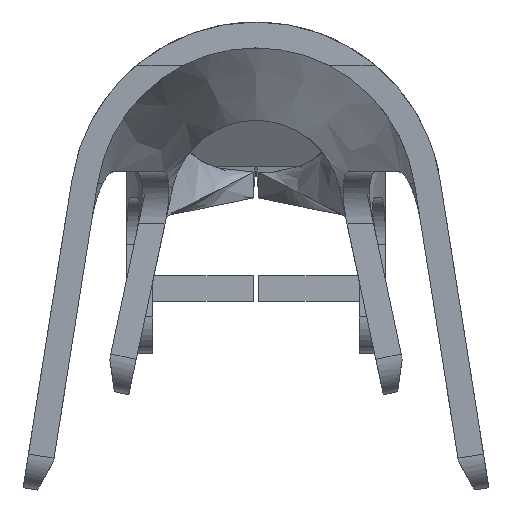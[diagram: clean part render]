
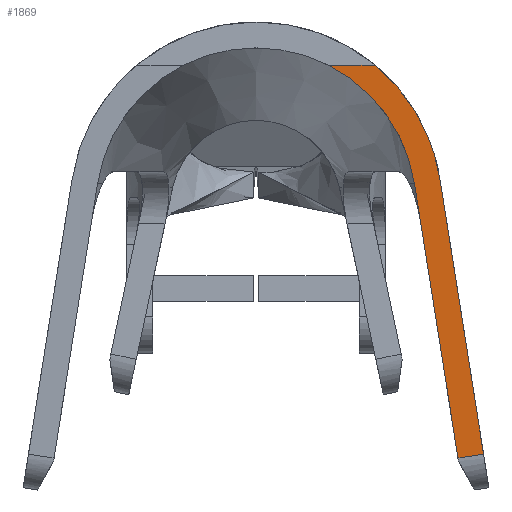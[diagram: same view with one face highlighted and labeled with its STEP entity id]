
A CAD part, front view. The second image highlights one B-rep face of the part: STEP entity #1869.
In plain terms, the highlighted planar face has unit normal (0, -0.998, -0.06).
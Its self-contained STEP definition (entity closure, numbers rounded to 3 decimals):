
#104 = DIRECTION ( 'NONE',  ( 1., 0., 0. ) ) ;
#425 = DIRECTION ( 'NONE',  ( 0., -0.061, 0.998 ) ) ;
#435 = EDGE_CURVE ( 'NONE', #5357, #2427, #795, .T. ) ;
#456 = EDGE_CURVE ( 'NONE', #2218, #4548, #514, .T. ) ;
#478 = CARTESIAN_POINT ( 'NONE',  ( 1.152, -15.15, 0.683 ) ) ;
#496 = CARTESIAN_POINT ( 'NONE',  ( 1.778, -15.083, -0.418 ) ) ;
#514 = LINE ( 'NONE', #1596, #1870 ) ;
#727 = EDGE_CURVE ( 'NONE', #2427, #3205, #3232, .T. ) ;
#795 =( BOUNDED_CURVE ( )  B_SPLINE_CURVE ( 3, ( #478, #4841, #7035, #2133 ),
 .UNSPECIFIED., .F., .T. ) 
 B_SPLINE_CURVE_WITH_KNOTS ( ( 4, 4 ),
 ( 0.695, 1.414 ),
 .UNSPECIFIED. ) 
 CURVE ( )  GEOMETRIC_REPRESENTATION_ITEM ( )  RATIONAL_B_SPLINE_CURVE ( ( 1., 0.957, 0.957, 1. ) ) 
 REPRESENTATION_ITEM ( '' )  );
#812 = ORIENTED_EDGE ( 'NONE', *, *, #5180, .F. ) ;
#963 = CARTESIAN_POINT ( 'NONE',  ( 1.952, -14.92, -3.114 ) ) ;
#1267 = DIRECTION ( 'NONE',  ( -0.988, 0.009, -0.156 ) ) ;
#1293 = LINE ( 'NONE', #2871, #3018 ) ;
#1548 = PLANE ( 'NONE',  #3660 ) ;
#1596 = CARTESIAN_POINT ( 'NONE',  ( 1.952, -14.92, -3.114 ) ) ;
#1869 = ADVANCED_FACE ( 'NONE', ( #7018 ), #1548, .F. ) ;
#1870 = VECTOR ( 'NONE', #3785, 1000. ) ;
#2133 = CARTESIAN_POINT ( 'NONE',  ( 1.778, -15.083, -0.418 ) ) ;
#2218 = VERTEX_POINT ( 'NONE', #963 ) ;
#2222 = EDGE_LOOP ( 'NONE', ( #5540, #812, #6260, #2447, #5417, #4878 ) ) ;
#2427 = VERTEX_POINT ( 'NONE', #4776 ) ;
#2447 = ORIENTED_EDGE ( 'NONE', *, *, #435, .F. ) ;
#2692 = DIRECTION ( 'NONE',  ( 0.156, 0.06, -0.986 ) ) ;
#2846 = CARTESIAN_POINT ( 'NONE',  ( 2.199, -14.922, -3.075 ) ) ;
#2871 = CARTESIAN_POINT ( 'NONE',  ( -5.26, -15.15, 0.683 ) ) ;
#3018 = VECTOR ( 'NONE', #104, 1000. ) ;
#3078 = CARTESIAN_POINT ( 'NONE',  ( 1.152, -15.15, 0.683 ) ) ;
#3165 = CARTESIAN_POINT ( 'NONE',  ( -5.26, -14.9, -3.439 ) ) ;
#3205 = VERTEX_POINT ( 'NONE', #6414 ) ;
#3232 = LINE ( 'NONE', #496, #6146 ) ;
#3660 = AXIS2_PLACEMENT_3D ( 'NONE', #3165, #5331, #425 ) ;
#3761 = CARTESIAN_POINT ( 'NONE',  ( 1.451, -15.111, 0.044 ) ) ;
#3785 = DIRECTION ( 'NONE',  ( -0.156, -0.06, 0.986 ) ) ;
#3956 = EDGE_CURVE ( 'NONE', #4548, #5739, #4915, .T. ) ;
#4218 = CARTESIAN_POINT ( 'NONE',  ( 1.531, -15.081, -0.457 ) ) ;
#4292 = CARTESIAN_POINT ( 'NONE',  ( 1.153, -15.136, 0.454 ) ) ;
#4548 = VERTEX_POINT ( 'NONE', #5626 ) ;
#4593 = VECTOR ( 'NONE', #1267, 1000. ) ;
#4691 = CARTESIAN_POINT ( 'NONE',  ( 0.7, -15.15, 0.683 ) ) ;
#4776 = CARTESIAN_POINT ( 'NONE',  ( 1.778, -15.083, -0.418 ) ) ;
#4841 = CARTESIAN_POINT ( 'NONE',  ( 1.491, -15.133, 0.401 ) ) ;
#4875 = EDGE_CURVE ( 'NONE', #5739, #5357, #1293, .T. ) ;
#4878 = ORIENTED_EDGE ( 'NONE', *, *, #3956, .F. ) ;
#4915 =( BOUNDED_CURVE ( )  B_SPLINE_CURVE ( 3, ( #4218, #3761, #4292, #7012 ),
 .UNSPECIFIED., .F., .F. ) 
 B_SPLINE_CURVE_WITH_KNOTS ( ( 4, 4 ),
 ( 4.869, 5.815 ),
 .UNSPECIFIED. ) 
 CURVE ( )  GEOMETRIC_REPRESENTATION_ITEM ( )  RATIONAL_B_SPLINE_CURVE ( ( 1., 0.927, 0.927, 1. ) ) 
 REPRESENTATION_ITEM ( '' )  );
#5086 = LINE ( 'NONE', #2846, #4593 ) ;
#5180 = EDGE_CURVE ( 'NONE', #3205, #2218, #5086, .T. ) ;
#5331 = DIRECTION ( 'NONE',  ( 0., 0.998, 0.061 ) ) ;
#5357 = VERTEX_POINT ( 'NONE', #3078 ) ;
#5417 = ORIENTED_EDGE ( 'NONE', *, *, #4875, .F. ) ;
#5540 = ORIENTED_EDGE ( 'NONE', *, *, #456, .F. ) ;
#5626 = CARTESIAN_POINT ( 'NONE',  ( 1.531, -15.081, -0.457 ) ) ;
#5739 = VERTEX_POINT ( 'NONE', #4691 ) ;
#6146 = VECTOR ( 'NONE', #2692, 1000. ) ;
#6260 = ORIENTED_EDGE ( 'NONE', *, *, #727, .F. ) ;
#6414 = CARTESIAN_POINT ( 'NONE',  ( 2.199, -14.922, -3.075 ) ) ;
#7012 = CARTESIAN_POINT ( 'NONE',  ( 0.7, -15.15, 0.683 ) ) ;
#7018 = FACE_OUTER_BOUND ( 'NONE', #2222, .T. ) ;
#7035 = CARTESIAN_POINT ( 'NONE',  ( 1.709, -15.11, 0.017 ) ) ;
